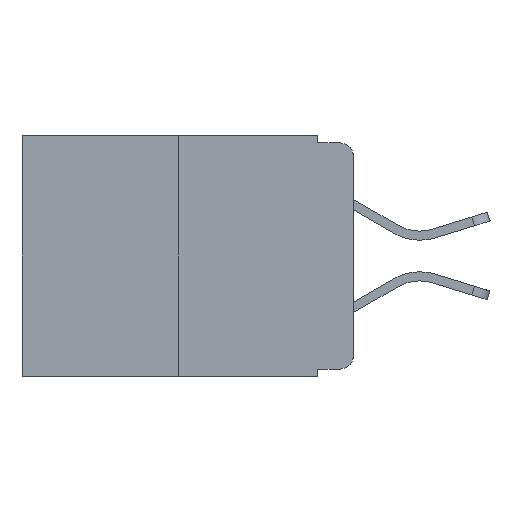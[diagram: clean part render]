
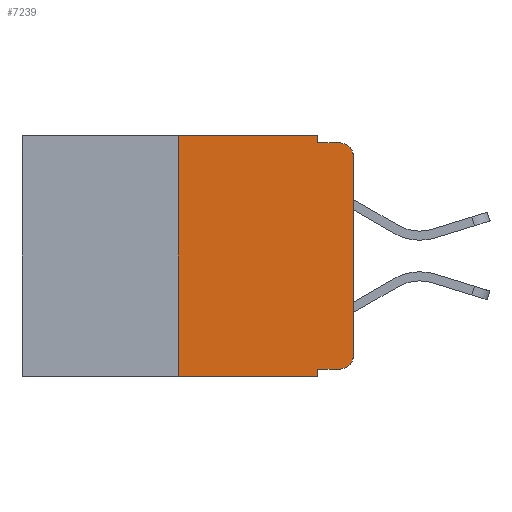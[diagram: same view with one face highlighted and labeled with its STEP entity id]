
A CAD part, left-side view. The second image highlights one B-rep face of the part: STEP entity #7239.
In plain terms, the highlighted planar face has unit normal (-1, 0, 0).
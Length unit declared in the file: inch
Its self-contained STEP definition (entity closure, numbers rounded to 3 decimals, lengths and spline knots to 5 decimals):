
#505 = PLANE ( 'NONE',  #5148 ) ;
#607 = ORIENTED_EDGE ( 'NONE', *, *, #6179, .F. ) ;
#667 = CARTESIAN_POINT ( 'NONE',  ( 0., 0.02, -0.313 ) ) ;
#725 = DIRECTION ( 'NONE',  ( 0., 0., -1. ) ) ;
#757 = CARTESIAN_POINT ( 'NONE',  ( 0., 0.25, 0. ) ) ;
#954 = CARTESIAN_POINT ( 'NONE',  ( 0., 0.051, -0.343 ) ) ;
#1097 = VERTEX_POINT ( 'NONE', #8121 ) ;
#1181 = AXIS2_PLACEMENT_3D ( 'NONE', #667, #6015, #725 ) ;
#1254 = LINE ( 'NONE', #13816, #13310 ) ;
#1431 = VERTEX_POINT ( 'NONE', #3727 ) ;
#2059 = CARTESIAN_POINT ( 'NONE',  ( 0., 0.473, 0. ) ) ;
#2484 = VERTEX_POINT ( 'NONE', #6804 ) ;
#2730 = VECTOR ( 'NONE', #16113, 39.37008 ) ;
#2992 = VECTOR ( 'NONE', #4614, 39.37008 ) ;
#3105 = LINE ( 'NONE', #4611, #9595 ) ;
#3326 = EDGE_CURVE ( 'NONE', #14541, #7887, #3105, .T. ) ;
#3381 = VERTEX_POINT ( 'NONE', #954 ) ;
#3727 = CARTESIAN_POINT ( 'NONE',  ( 0., 0.051, -0.333 ) ) ;
#3745 = CARTESIAN_POINT ( 'NONE',  ( 0., 0.051, -0.01 ) ) ;
#3918 = CARTESIAN_POINT ( 'NONE',  ( 0., 0.25, -0.343 ) ) ;
#4214 = ORIENTED_EDGE ( 'NONE', *, *, #11896, .T. ) ;
#4256 = CARTESIAN_POINT ( 'NONE',  ( 0., 0., -0.03 ) ) ;
#4377 = ORIENTED_EDGE ( 'NONE', *, *, #6207, .T. ) ;
#4611 = CARTESIAN_POINT ( 'NONE',  ( 0., 0.25, 0. ) ) ;
#4614 = DIRECTION ( 'NONE',  ( 0., -1., 0. ) ) ;
#4821 = ORIENTED_EDGE ( 'NONE', *, *, #12316, .F. ) ;
#5148 = AXIS2_PLACEMENT_3D ( 'NONE', #2059, #11167, #15340 ) ;
#5469 = ORIENTED_EDGE ( 'NONE', *, *, #13159, .T. ) ;
#5517 = CARTESIAN_POINT ( 'NONE',  ( 0., 0.051, -0.333 ) ) ;
#5627 = CARTESIAN_POINT ( 'NONE',  ( 0., 0.02, -0.03 ) ) ;
#5901 = VECTOR ( 'NONE', #10986, 39.37008 ) ;
#5921 = DIRECTION ( 'NONE',  ( 0., -1., 0. ) ) ;
#5949 = LINE ( 'NONE', #13739, #8900 ) ;
#6015 = DIRECTION ( 'NONE',  ( -1., 0., 0. ) ) ;
#6040 = DIRECTION ( 'NONE',  ( 0., 0., 1. ) ) ;
#6084 = VERTEX_POINT ( 'NONE', #4256 ) ;
#6123 = EDGE_CURVE ( 'NONE', #7887, #1097, #1254, .T. ) ;
#6179 = EDGE_CURVE ( 'NONE', #1431, #3381, #11192, .T. ) ;
#6207 = EDGE_CURVE ( 'NONE', #16033, #6084, #14119, .T. ) ;
#6488 = ORIENTED_EDGE ( 'NONE', *, *, #3326, .F. ) ;
#6804 = CARTESIAN_POINT ( 'NONE',  ( 0., 0.02, -0.333 ) ) ;
#6948 = CARTESIAN_POINT ( 'NONE',  ( 0., 0.051, 0. ) ) ;
#7239 = ADVANCED_FACE ( 'NONE', ( #7649 ), #505, .F. ) ;
#7256 = VECTOR ( 'NONE', #16695, 39.37008 ) ;
#7649 = FACE_OUTER_BOUND ( 'NONE', #13542, .T. ) ;
#7771 = ORIENTED_EDGE ( 'NONE', *, *, #8265, .T. ) ;
#7866 = ORIENTED_EDGE ( 'NONE', *, *, #6123, .F. ) ;
#7887 = VERTEX_POINT ( 'NONE', #757 ) ;
#8121 = CARTESIAN_POINT ( 'NONE',  ( 0., 0.051, 0. ) ) ;
#8265 = EDGE_CURVE ( 'NONE', #14541, #3381, #5949, .T. ) ;
#8558 = DIRECTION ( 'NONE',  ( 0., -1., 0. ) ) ;
#8643 = DIRECTION ( 'NONE',  ( 0., 0., 1. ) ) ;
#8900 = VECTOR ( 'NONE', #5921, 39.37008 ) ;
#9008 = LINE ( 'NONE', #6948, #2730 ) ;
#9595 = VECTOR ( 'NONE', #8643, 39.37008 ) ;
#9971 = CARTESIAN_POINT ( 'NONE',  ( 0., 0.02, -0.01 ) ) ;
#10539 = ORIENTED_EDGE ( 'NONE', *, *, #14505, .F. ) ;
#10546 = DIRECTION ( 'NONE',  ( 0., 0., -1. ) ) ;
#10558 = EDGE_CURVE ( 'NONE', #1431, #2484, #11924, .T. ) ;
#10698 = CIRCLE ( 'NONE', #11965, 0.02 ) ;
#10954 = ORIENTED_EDGE ( 'NONE', *, *, #10558, .T. ) ;
#10986 = DIRECTION ( 'NONE',  ( 0., -1., 0. ) ) ;
#11167 = DIRECTION ( 'NONE',  ( 1., 0., 0. ) ) ;
#11192 = LINE ( 'NONE', #16629, #7256 ) ;
#11413 = VERTEX_POINT ( 'NONE', #9971 ) ;
#11896 = EDGE_CURVE ( 'NONE', #6084, #11413, #10698, .T. ) ;
#11924 = LINE ( 'NONE', #5517, #5901 ) ;
#11965 = AXIS2_PLACEMENT_3D ( 'NONE', #5627, #14866, #10546 ) ;
#12316 = EDGE_CURVE ( 'NONE', #15296, #11413, #12757, .T. ) ;
#12726 = CARTESIAN_POINT ( 'NONE',  ( 0., 0.051, -0.01 ) ) ;
#12757 = LINE ( 'NONE', #12726, #2992 ) ;
#13159 = EDGE_CURVE ( 'NONE', #2484, #16033, #13167, .T. ) ;
#13167 = CIRCLE ( 'NONE', #1181, 0.02 ) ;
#13310 = VECTOR ( 'NONE', #8558, 39.37008 ) ;
#13542 = EDGE_LOOP ( 'NONE', ( #4377, #4214, #4821, #10539, #7866, #6488, #7771, #607, #10954, #5469 ) ) ;
#13739 = CARTESIAN_POINT ( 'NONE',  ( 0., 0.473, -0.343 ) ) ;
#13816 = CARTESIAN_POINT ( 'NONE',  ( 0., 0.473, 0. ) ) ;
#13901 = CARTESIAN_POINT ( 'NONE',  ( 0., 0., -0.313 ) ) ;
#14119 = LINE ( 'NONE', #16570, #17013 ) ;
#14505 = EDGE_CURVE ( 'NONE', #1097, #15296, #9008, .T. ) ;
#14541 = VERTEX_POINT ( 'NONE', #3918 ) ;
#14866 = DIRECTION ( 'NONE',  ( -1., 0., 0. ) ) ;
#15296 = VERTEX_POINT ( 'NONE', #3745 ) ;
#15340 = DIRECTION ( 'NONE',  ( 0., 0., -1. ) ) ;
#16033 = VERTEX_POINT ( 'NONE', #13901 ) ;
#16113 = DIRECTION ( 'NONE',  ( 0., 0., -1. ) ) ;
#16570 = CARTESIAN_POINT ( 'NONE',  ( 0., 0., 0. ) ) ;
#16629 = CARTESIAN_POINT ( 'NONE',  ( 0., 0.051, 0. ) ) ;
#16695 = DIRECTION ( 'NONE',  ( 0., 0., -1. ) ) ;
#17013 = VECTOR ( 'NONE', #6040, 39.37008 ) ;
